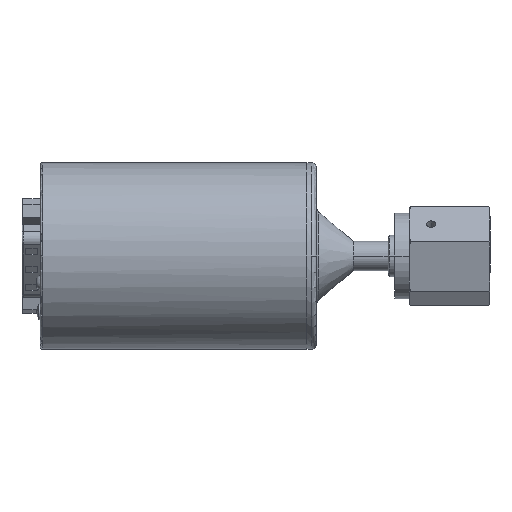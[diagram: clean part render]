
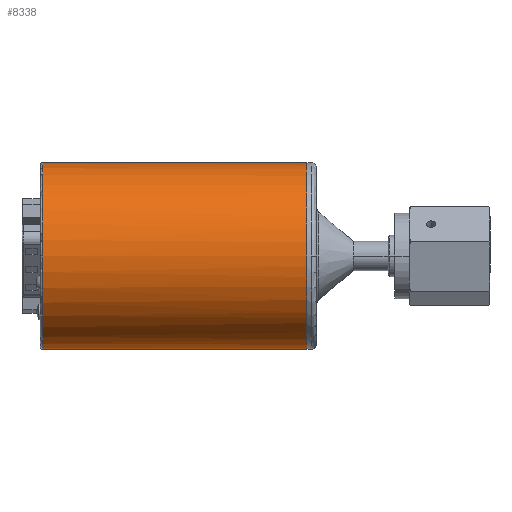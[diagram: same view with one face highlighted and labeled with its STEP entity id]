
A CAD part, left-side view. The second image highlights one B-rep face of the part: STEP entity #8338.
In plain terms, the highlighted cylindrical face has radius 20.1 mm (diameter 40.2 mm), a partial arc.
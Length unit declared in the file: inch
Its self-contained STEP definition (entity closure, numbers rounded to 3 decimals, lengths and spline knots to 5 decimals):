
#360 = CARTESIAN_POINT ( 'NONE',  ( -0.59279, 0.74803, 0.52741 ) ) ;
#446 = CARTESIAN_POINT ( 'NONE',  ( -0.55011, 0.74803, -0.57207 ) ) ;
#472 = CARTESIAN_POINT ( 'NONE',  ( -0.00001, 0.74803, -0.79133 ) ) ;
#502 = CARTESIAN_POINT ( 'NONE',  ( -0.50867, 0.74803, 0.60621 ) ) ;
#689 = CARTESIAN_POINT ( 'NONE',  ( -0.18414, 0.74803, 0.77512 ) ) ;
#900 = EDGE_CURVE ( 'NONE', #6465, #4772, #7741, .T. ) ;
#1094 = CARTESIAN_POINT ( 'NONE',  ( -0.2967, 0.74803, -0.7361 ) ) ;
#1098 = EDGE_CURVE ( 'NONE', #4772, #6525, #6855, .T. ) ;
#1482 = CARTESIAN_POINT ( 'NONE',  ( -0.00001, 2.99261, 0.79136 ) ) ;
#1648 = B_SPLINE_CURVE_WITH_KNOTS ( 'NONE', 3,
 ( #4321, #9590, #6985, #11143, #9539, #4260 ),
 .UNSPECIFIED., .F., .F.,
 ( 4, 2, 4 ),
 ( 0., 0.5, 1. ),
 .UNSPECIFIED. ) ;
#1654 = CARTESIAN_POINT ( 'NONE',  ( -0.00001, 2.99261, -0.79132 ) ) ;
#1911 = LINE ( 'NONE', #2671, #3619 ) ;
#1982 = CARTESIAN_POINT ( 'NONE',  ( -0.59244, 0.74803, -0.52812 ) ) ;
#2061 = CARTESIAN_POINT ( 'NONE',  ( -0.74153, 0.74803, 0.28229 ) ) ;
#2489 = CYLINDRICAL_SURFACE ( 'NONE', #2878, 0.79134 ) ;
#2658 = ORIENTED_EDGE ( 'NONE', *, *, #6569, .T. ) ;
#2671 = CARTESIAN_POINT ( 'NONE',  ( -0.00001, 1.69291, -0.79132 ) ) ;
#2720 = CARTESIAN_POINT ( 'NONE',  ( -0.79134, 0.74803, 0. ) ) ;
#2878 = AXIS2_PLACEMENT_3D ( 'NONE', #6015, #3296, #5026 ) ;
#2975 = VECTOR ( 'NONE', #5134, 39.37008 ) ;
#3115 = VERTEX_POINT ( 'NONE', #502 ) ;
#3188 = ORIENTED_EDGE ( 'NONE', *, *, #8607, .T. ) ;
#3296 = DIRECTION ( 'NONE',  ( 0., 1., 0. ) ) ;
#3328 = VERTEX_POINT ( 'NONE', #10976 ) ;
#3334 = CARTESIAN_POINT ( 'NONE',  ( -0.00001, 1.69291, 0.79136 ) ) ;
#3619 = VECTOR ( 'NONE', #9782, 39.37008 ) ;
#3777 = CARTESIAN_POINT ( 'NONE',  ( -0.6292, 0.74803, -0.47992 ) ) ;
#3824 = B_SPLINE_CURVE_WITH_KNOTS ( 'NONE', 3,
 ( #7477, #10771, #10880, #8405, #1094, #9041, #5616, #446, #1982, #3777 ),
 .UNSPECIFIED., .F., .F.,
 ( 4, 2, 2, 2, 4 ),
 ( 0., 0.25, 0.5, 0.75, 1. ),
 .UNSPECIFIED. ) ;
#4173 = CARTESIAN_POINT ( 'NONE',  ( -0.00001, 0.74803, 0.79135 ) ) ;
#4260 = CARTESIAN_POINT ( 'NONE',  ( -0.79134, 0.74803, 0. ) ) ;
#4283 = CARTESIAN_POINT ( 'NONE',  ( -0.09209, 0.74803, 0.79136 ) ) ;
#4321 = CARTESIAN_POINT ( 'NONE',  ( -0.6292, 0.74803, -0.47992 ) ) ;
#4729 = CARTESIAN_POINT ( 'NONE',  ( -0.55276, 0.74803, 0.56923 ) ) ;
#4772 = VERTEX_POINT ( 'NONE', #1482 ) ;
#4796 = ORIENTED_EDGE ( 'NONE', *, *, #10878, .T. ) ;
#4897 = VERTEX_POINT ( 'NONE', #8255 ) ;
#5026 = DIRECTION ( 'NONE',  ( 0., 0., 1. ) ) ;
#5044 = AXIS2_PLACEMENT_3D ( 'NONE', #9625, #7080, #5981 ) ;
#5072 = VERTEX_POINT ( 'NONE', #472 ) ;
#5134 = DIRECTION ( 'NONE',  ( 0., 1., 0. ) ) ;
#5616 = CARTESIAN_POINT ( 'NONE',  ( -0.45657, 0.74803, -0.64917 ) ) ;
#5843 = ORIENTED_EDGE ( 'NONE', *, *, #900, .T. ) ;
#5964 = CARTESIAN_POINT ( 'NONE',  ( -0.43814, 0.74803, 0.6654 ) ) ;
#5981 = DIRECTION ( 'NONE',  ( 0., 0., 1. ) ) ;
#6015 = CARTESIAN_POINT ( 'NONE',  ( -0.00001, 1.69291, 0.00002 ) ) ;
#6082 = ORIENTED_EDGE ( 'NONE', *, *, #6645, .F. ) ;
#6357 = CARTESIAN_POINT ( 'NONE',  ( -0.78505, 0.74803, 0.1151 ) ) ;
#6465 = VERTEX_POINT ( 'NONE', #4173 ) ;
#6501 = DIRECTION ( 'NONE',  ( 0., -1., 0. ) ) ;
#6525 = VERTEX_POINT ( 'NONE', #6716 ) ;
#6569 = EDGE_CURVE ( 'NONE', #3115, #6465, #10379, .T. ) ;
#6645 = EDGE_CURVE ( 'NONE', #5072, #7565, #1911, .T. ) ;
#6716 = CARTESIAN_POINT ( 'NONE',  ( -0.79135, 2.99261, 0.00002 ) ) ;
#6855 = CIRCLE ( 'NONE', #7970, 0.79134 ) ;
#6950 = CARTESIAN_POINT ( 'NONE',  ( -0.00001, 0.74803, 0.79135 ) ) ;
#6985 = CARTESIAN_POINT ( 'NONE',  ( -0.72221, 0.74803, -0.33471 ) ) ;
#7080 = DIRECTION ( 'NONE',  ( 0., -1., 0. ) ) ;
#7348 = CARTESIAN_POINT ( 'NONE',  ( -0.69289, 0.74803, 0.3866 ) ) ;
#7457 = CARTESIAN_POINT ( 'NONE',  ( -0.66286, 0.74803, 0.43609 ) ) ;
#7477 = CARTESIAN_POINT ( 'NONE',  ( -0.00001, 0.74803, -0.79133 ) ) ;
#7565 = VERTEX_POINT ( 'NONE', #1654 ) ;
#7741 = LINE ( 'NONE', #3334, #2975 ) ;
#7970 = AXIS2_PLACEMENT_3D ( 'NONE', #10850, #6501, #9357 ) ;
#7973 = EDGE_LOOP ( 'NONE', ( #6082, #4796, #9432, #3188, #2658, #5843, #10312, #9404 ) ) ;
#8010 = CIRCLE ( 'NONE', #5044, 0.79134 ) ;
#8255 = CARTESIAN_POINT ( 'NONE',  ( -0.79134, 0.74803, 0. ) ) ;
#8338 = ADVANCED_FACE ( 'NONE', ( #8679 ), #2489, .T. ) ;
#8405 = CARTESIAN_POINT ( 'NONE',  ( -0.23928, 0.74803, -0.75672 ) ) ;
#8607 = EDGE_CURVE ( 'NONE', #4897, #3115, #10210, .T. ) ;
#8679 = FACE_OUTER_BOUND ( 'NONE', #7973, .T. ) ;
#8767 = EDGE_CURVE ( 'NONE', #3328, #4897, #1648, .T. ) ;
#8908 = CARTESIAN_POINT ( 'NONE',  ( -0.79135, 0.74803, 0.05755 ) ) ;
#9041 = CARTESIAN_POINT ( 'NONE',  ( -0.40535, 0.74803, -0.68233 ) ) ;
#9357 = DIRECTION ( 'NONE',  ( 0., 0., 1. ) ) ;
#9404 = ORIENTED_EDGE ( 'NONE', *, *, #11020, .T. ) ;
#9432 = ORIENTED_EDGE ( 'NONE', *, *, #8767, .T. ) ;
#9508 = CARTESIAN_POINT ( 'NONE',  ( -0.35719, 0.74803, 0.71214 ) ) ;
#9539 = CARTESIAN_POINT ( 'NONE',  ( -0.79135, 0.74803, -0.08594 ) ) ;
#9590 = CARTESIAN_POINT ( 'NONE',  ( -0.68132, 0.74803, -0.41159 ) ) ;
#9625 = CARTESIAN_POINT ( 'NONE',  ( -0.00001, 2.99261, 0.00002 ) ) ;
#9782 = DIRECTION ( 'NONE',  ( 0., 1., 0. ) ) ;
#9985 = CARTESIAN_POINT ( 'NONE',  ( -0.50867, 0.74803, 0.60621 ) ) ;
#10154 = CARTESIAN_POINT ( 'NONE',  ( -0.76014, 0.74803, 0.22747 ) ) ;
#10210 = B_SPLINE_CURVE_WITH_KNOTS ( 'NONE', 3,
 ( #2720, #8908, #6357, #10154, #2061, #7348, #7457, #360, #4729, #9985 ),
 .UNSPECIFIED., .F., .F.,
 ( 4, 2, 2, 2, 4 ),
 ( 0., 0.25, 0.5, 0.75, 1. ),
 .UNSPECIFIED. ) ;
#10244 = CARTESIAN_POINT ( 'NONE',  ( -0.50867, 0.74803, 0.60621 ) ) ;
#10312 = ORIENTED_EDGE ( 'NONE', *, *, #1098, .T. ) ;
#10379 = B_SPLINE_CURVE_WITH_KNOTS ( 'NONE', 3,
 ( #10244, #5964, #9508, #689, #4283, #6950 ),
 .UNSPECIFIED., .F., .F.,
 ( 4, 2, 4 ),
 ( 0., 0.5, 1. ),
 .UNSPECIFIED. ) ;
#10771 = CARTESIAN_POINT ( 'NONE',  ( -0.06063, 0.74803, -0.79132 ) ) ;
#10850 = CARTESIAN_POINT ( 'NONE',  ( -0.00001, 2.99261, 0.00002 ) ) ;
#10878 = EDGE_CURVE ( 'NONE', #5072, #3328, #3824, .T. ) ;
#10880 = CARTESIAN_POINT ( 'NONE',  ( -0.12124, 0.74803, -0.78433 ) ) ;
#10976 = CARTESIAN_POINT ( 'NONE',  ( -0.6292, 0.74803, -0.47992 ) ) ;
#11020 = EDGE_CURVE ( 'NONE', #6525, #7565, #8010, .T. ) ;
#11143 = CARTESIAN_POINT ( 'NONE',  ( -0.77722, 0.74803, -0.17187 ) ) ;
